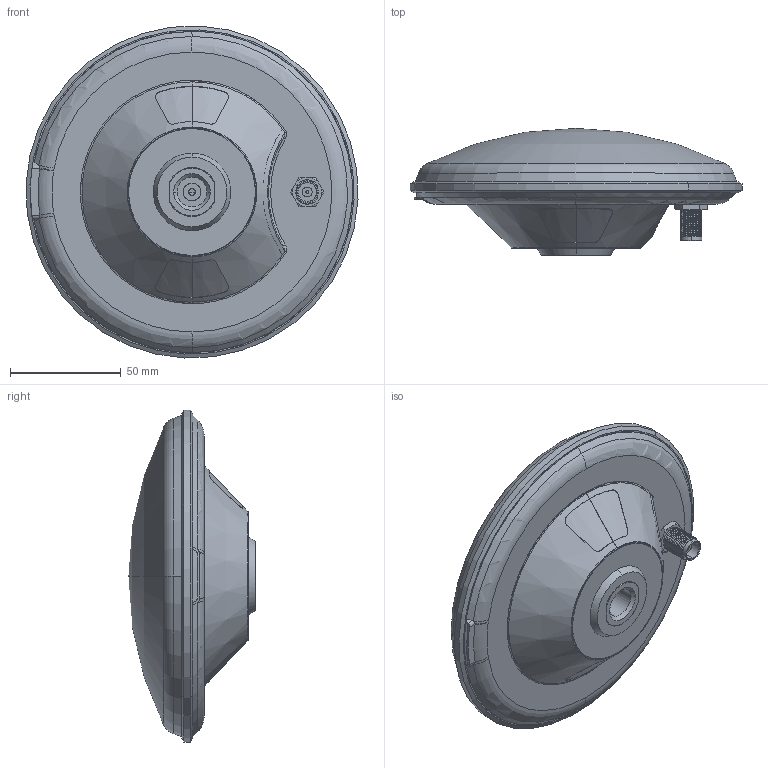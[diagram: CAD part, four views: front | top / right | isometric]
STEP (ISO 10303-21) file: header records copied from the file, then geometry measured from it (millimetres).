
FILE_DESCRIPTION (( 'STEP AP203' ), '1' );
FILE_NAME ('6618_asm.STEP', '2023-01-25T03:25:58', ( 'Windows User' ), ( 'P R C' ), 'SwSTEP 2.0', 'SolidWorks 2022', '' );
FILE_SCHEMA (( 'CONFIG_CONTROL_DESIGN' ));
Length unit declared in the file: millimetre
Products named in the file (11): MCX.stp; XG-ZP_ASM.stp; 000.stp; TNC-MCX.stp; sk6618-zp-0327_asm.stp; X-ZP-0327_ASM.stp; SG-X.stp; 6618_asm; XG-X.stp; TNC-MCX-LM.stp; JQ-X.stp
Assembly tree (10 placements, depth 5):
  6618_asm
    sk6618-zp-0327_asm.stp
      X-ZP-0327_ASM.stp
        XG-ZP_ASM.stp
          XG-X.stp
          000.stp
        JQ-X.stp
        TNC-MCX-LM.stp
        TNC-MCX.stp
        MCX.stp
        SG-X.stp
Bounding box: 149.85 x 57.4 x 149.85 mm (x, y, z)
Volume: 79163 mm3; surface area: 152875.8 mm2
Topology: 6 solids, 8 shells, 720 faces, 1943 edges, 1278 vertices
Faces by surface type: plane 298, cylinder 215, bspline 107, cone 66, torus 28, sphere 6
Entity records: 44071 total; most frequent: CARTESIAN_POINT 28010, ORIENTED_EDGE 3868, EDGE_CURVE 1937, DIRECTION 1867, B_SPLINE_CURVE_WITH_KNOTS 1541, VERTEX_POINT 1276, AXIS2_PLACEMENT_3D 841, EDGE_LOOP 783
